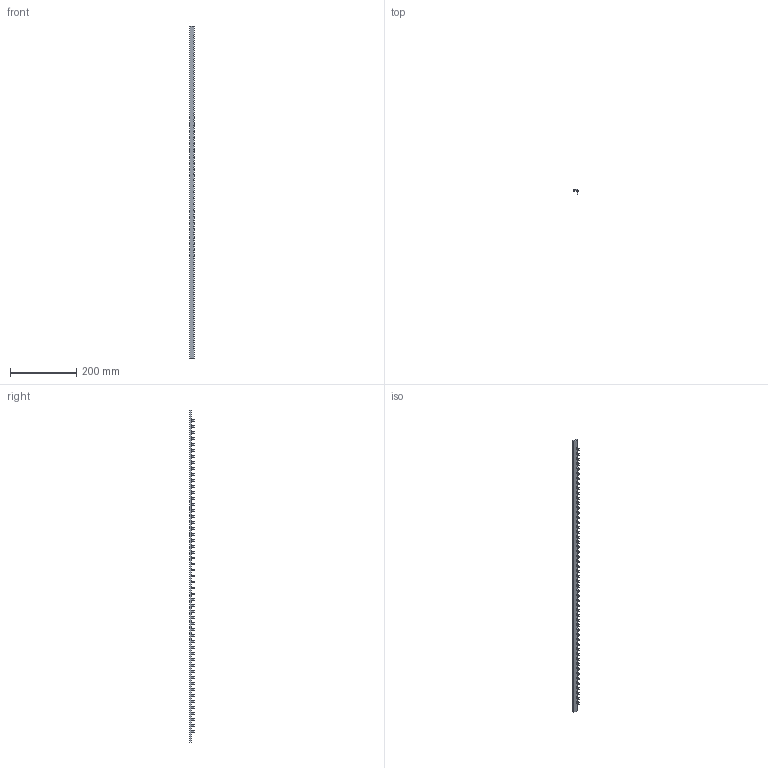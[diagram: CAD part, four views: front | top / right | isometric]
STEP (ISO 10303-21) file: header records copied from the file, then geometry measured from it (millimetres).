
FILE_DESCRIPTION (( 'STEP AP203' ), '1' );
FILE_NAME ('YNS21-1-063 Øèíà ñîåäèíèòåëüíàÿ òèïà PIN (øòûðü) 1Ð 63À (äë.1ì) ÈÝÊ.STEP', '2016-09-02T11:27:04', ( '' ), ( '' ), 'SwSTEP 2.0', 'SolidWorks 2014', '' );
FILE_SCHEMA (( 'CONFIG_CONTROL_DESIGN' ));
Length unit declared in the file: millimetre
Products named in the file (1): YNS21-1-063 Øèíà ñîåäèíèòåëüíàÿ òèïà PIN (øòûðü) 1Ð 63À (äë.1ì) ÈÝÊ
Bounding box: 14.2 x 13.9 x 1000 mm (x, y, z)
Volume: 60018.5 mm3; surface area: 42518.3 mm2
Topology: 1 solids, 1 shells, 272 faces, 651 edges, 434 vertices
Faces by surface type: plane 272
Entity records: 7792 total; most frequent: CARTESIAN_POINT 1358, ORIENTED_EDGE 1302, DIRECTION 1197, EDGE_CURVE 651, VECTOR 651, LINE 651, VERTEX_POINT 434, EDGE_LOOP 325
